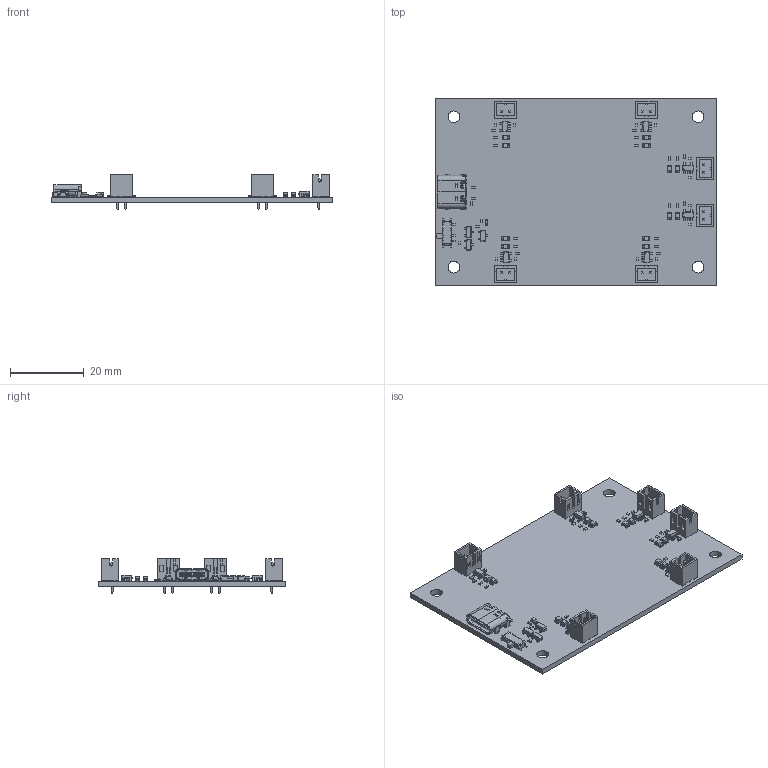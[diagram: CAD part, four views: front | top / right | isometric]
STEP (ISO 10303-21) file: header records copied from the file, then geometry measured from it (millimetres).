
FILE_DESCRIPTION(('KiCad electronic assembly'),'2;1');
FILE_NAME('pcb_model.step','2025-08-07T03:44:38',('Pcbnew'),('Kicad'), 'Open CASCADE STEP processor 7.6','KiCad to STEP converter','Unknown' );
FILE_SCHEMA(('AUTOMOTIVE_DESIGN { 1 0 10303 214 1 1 1 1 }'));
Length unit declared in the file: millimetre
Products named in the file (11): pcb_model 1; LED_0805_2012Metric; R_0402_1005Metric; LED_0603_1608Metric; C_0402_1005Metric; JST_PH_B2B-PH-K_1x02_P2.00mm_Vertical; SOT-23-5; kicad_embedded_D42D50230B76A4E84A28EE23A2FC8E44; SOT-23; USB_C_Receptacle_GCT_USB4105-xx-A_16P_TopMnt_Horizontal; AltusCharger_PCB
Assembly tree (67 placements, depth 2):
  pcb_model 1
    LED_0805_2012Metric  x12
    R_0402_1005Metric  x23
    LED_0603_1608Metric
    C_0402_1005Metric  x13
    JST_PH_B2B-PH-K_1x02_P2.00mm_Vertical  x6
    SOT-23-5  x6
    kicad_embedded_D42D50230B76A4E84A28EE23A2FC8E44
    SOT-23  x3
    USB_C_Receptacle_GCT_USB4105-xx-A_16P_TopMnt_Horizontal
    AltusCharger_PCB
Bounding box: 76.2 x 50.8 x 9.4 mm (x, y, z)
Volume: 6546.7 mm3; surface area: 10907.7 mm2
Topology: 107 solids, 107 shells, 3867 faces, 10104 edges, 6509 vertices
Faces by surface type: plane 2915, cylinder 796, bspline 144, cone 12
Full cylindrical faces by diameter (mm): 0.5 x2, 0.65 x2, 0.75 x12, 0.9 x2, 3.2 x4
Entity records: 39186 total; most frequent: CARTESIAN_POINT 7027, ORIENTED_EDGE 6610, DIRECTION 6433, EDGE_CURVE 3305, LINE 2721, VECTOR 2721, VERTEX_POINT 2110, AXIS2_PLACEMENT_3D 1856
